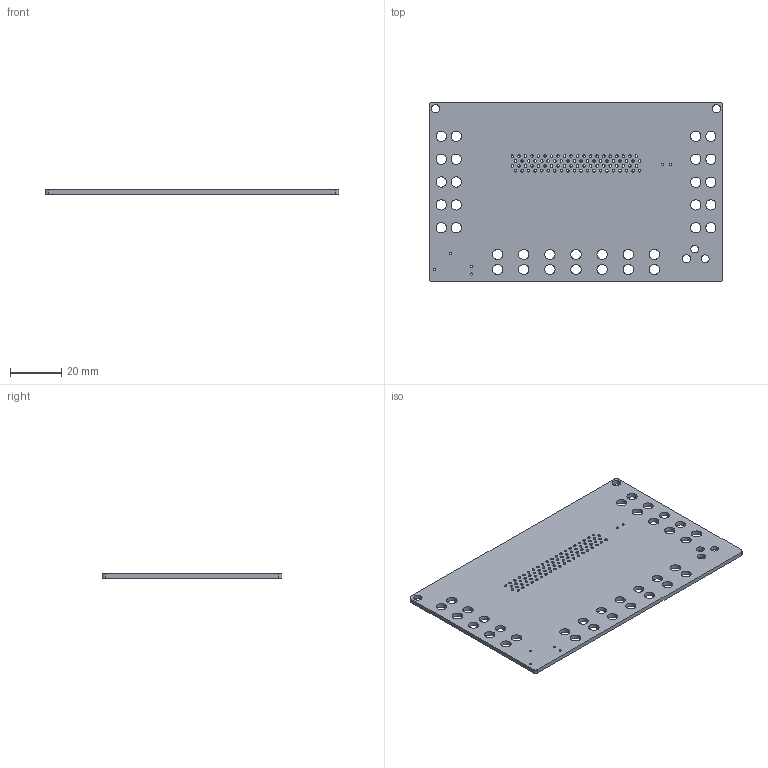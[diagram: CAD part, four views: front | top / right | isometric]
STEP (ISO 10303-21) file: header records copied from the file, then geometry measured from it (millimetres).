
FILE_DESCRIPTION(('KiCad electronic assembly'),'2;1');
FILE_NAME('kicadBoard.step','2022-11-07T09:21:33',('Pcbnew'),('Kicad'), 'Open CASCADE STEP processor 7.6','KiCad to STEP converter','Unknown' );
FILE_SCHEMA(('AUTOMOTIVE_DESIGN { 1 0 10303 214 1 1 1 1 }'));
Length unit declared in the file: millimetre
Products named in the file (2): kicadBoard 1; _autosave-kicadBoard PCB
Assembly tree (1 placements, depth 2):
  kicadBoard 1
    _autosave-kicadBoard PCB
Bounding box: 114.3 x 69.85 x 1.6 mm (x, y, z)
Volume: 11919.6 mm3; surface area: 16675.6 mm2
Topology: 1 solids, 1 shells, 135 faces, 399 edges, 266 vertices
Faces by surface type: cylinder 129, plane 6
Full cylindrical faces by diameter (mm): 0.8 x2, 0.85 x4, 1 x80, 2.997 x2, 3.2 x1, 3.302 x2, 4 x34
Entity records: 11179 total; most frequent: CARTESIAN_POINT 3148, DIRECTION 1471, ORIENTED_EDGE 798, PCURVE 798, DEFINITIONAL_REPRESENTATION 798, LINE 681, VECTOR 681, EDGE_CURVE 399
